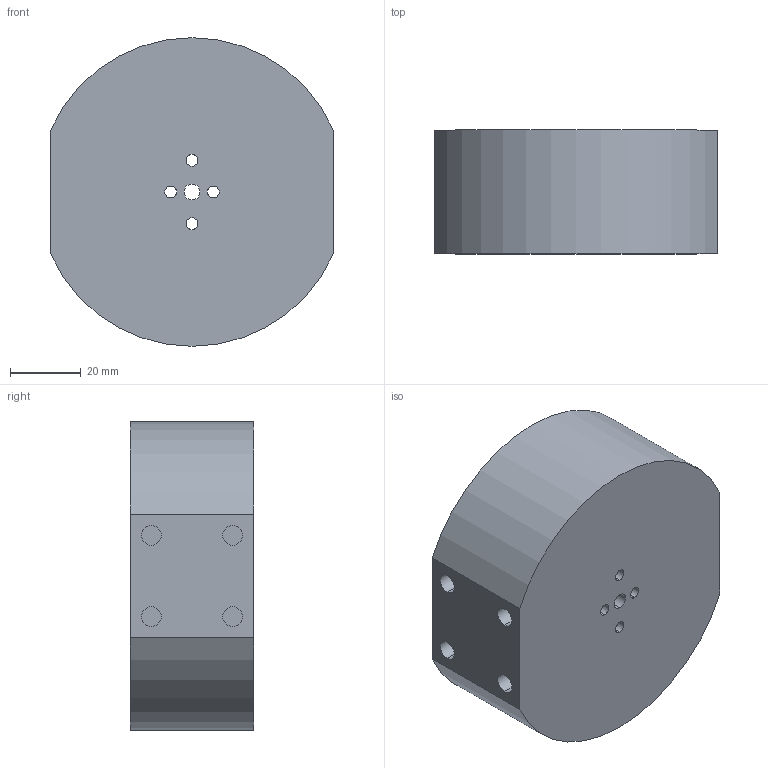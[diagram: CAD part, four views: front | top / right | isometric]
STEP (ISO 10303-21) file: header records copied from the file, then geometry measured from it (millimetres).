
FILE_DESCRIPTION (( 'STEP AP203' ), '1' );
FILE_NAME ('LS_Mount.STEP', '2025-09-05T17:56:43', ( '' ), ( '' ), 'SwSTEP 2.0', 'SolidWorks 2024', '' );
FILE_SCHEMA (( 'CONFIG_CONTROL_DESIGN' ));
Length unit declared in the file: millimetre
Products named in the file (1): LS_Mount
Bounding box: 80 x 35 x 87.32 mm (x, y, z)
Volume: 151996.4 mm3; surface area: 26960.3 mm2
Topology: 1 solids, 1 shells, 44 faces, 99 edges, 66 vertices
Faces by surface type: cylinder 31, plane 13
Entity records: 1362 total; most frequent: DIRECTION 251, CARTESIAN_POINT 210, ORIENTED_EDGE 198, AXIS2_PLACEMENT_3D 107, EDGE_CURVE 99, VERTEX_POINT 66, EDGE_LOOP 63, CIRCLE 62
